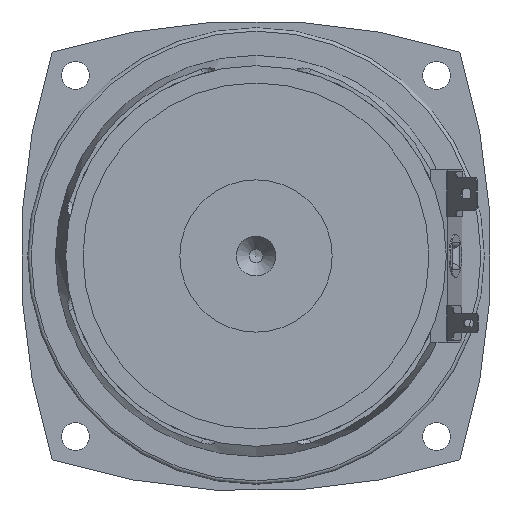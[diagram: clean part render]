
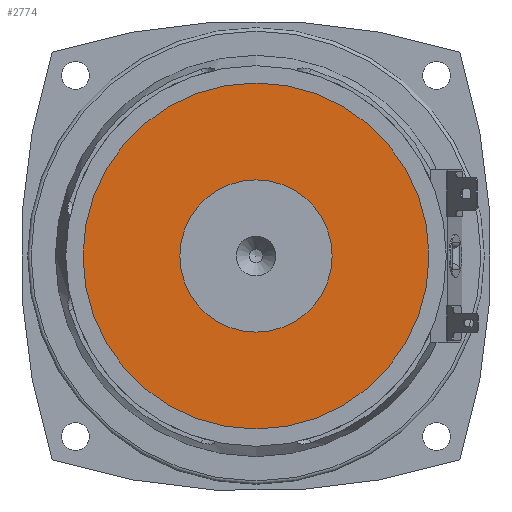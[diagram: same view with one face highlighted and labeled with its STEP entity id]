
A CAD part, front view. The second image highlights one B-rep face of the part: STEP entity #2774.
In plain terms, the highlighted planar face has unit normal (0, -1, 0).
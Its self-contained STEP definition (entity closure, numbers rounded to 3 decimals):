
#497=FACE_BOUND('',#778,.T.);
#594=FACE_OUTER_BOUND('',#777,.T.);
#777=EDGE_LOOP('',(#1820));
#778=EDGE_LOOP('',(#1821));
#1038=CIRCLE('',#2960,11.);
#1040=CIRCLE('',#2963,25.);
#1185=VERTEX_POINT('',#4095);
#1187=VERTEX_POINT('',#4100);
#1450=EDGE_CURVE('',#1185,#1185,#1038,.T.);
#1452=EDGE_CURVE('',#1187,#1187,#1040,.T.);
#1820=ORIENTED_EDGE('',*,*,#1452,.T.);
#1821=ORIENTED_EDGE('',*,*,#1450,.T.);
#2528=PLANE('',#2964);
#2774=ADVANCED_FACE('',(#594,#497),#2528,.F.);
#2960=AXIS2_PLACEMENT_3D('',#4096,#3300,#3301);
#2963=AXIS2_PLACEMENT_3D('',#4101,#3306,#3307);
#2964=AXIS2_PLACEMENT_3D('',#4102,#3308,#3309);
#3300=DIRECTION('center_axis',(0.,1.,0.));
#3301=DIRECTION('ref_axis',(-1.,0.,0.));
#3306=DIRECTION('center_axis',(0.,-1.,0.));
#3307=DIRECTION('ref_axis',(-1.,0.,0.));
#3308=DIRECTION('center_axis',(0.,1.,0.));
#3309=DIRECTION('ref_axis',(0.,0.,1.));
#4095=CARTESIAN_POINT('',(-151.575,-41.25,152.654));
#4096=CARTESIAN_POINT('Origin',(-162.575,-41.25,152.654));
#4100=CARTESIAN_POINT('',(-137.575,-41.25,152.654));
#4101=CARTESIAN_POINT('Origin',(-162.575,-41.25,152.654));
#4102=CARTESIAN_POINT('Origin',(-162.575,-41.25,152.654));
